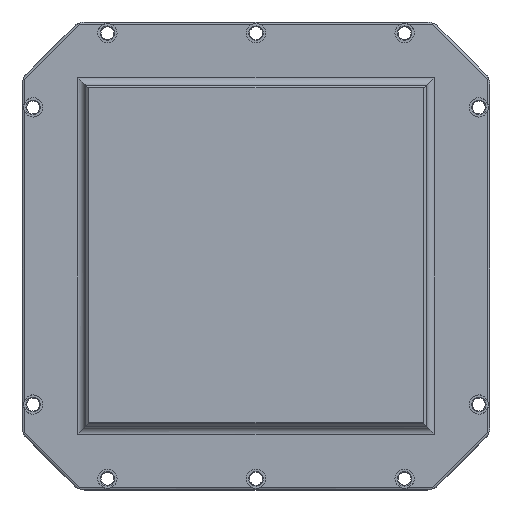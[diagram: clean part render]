
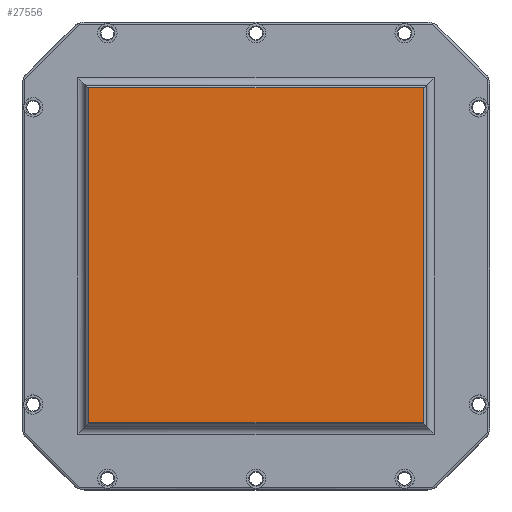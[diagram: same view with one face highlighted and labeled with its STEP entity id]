
A CAD part, top view. The second image highlights one B-rep face of the part: STEP entity #27556.
In plain terms, the highlighted planar face has unit normal (0, 0, 1).
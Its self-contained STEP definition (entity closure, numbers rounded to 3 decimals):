
#10332=VERTEX_POINT('',#30925);
#13042=EDGE_CURVE('',#26320,#10332,#33929,.T.);
#18928=EDGE_CURVE('',#26320,#22280,#40748,.T.);
#22280=VERTEX_POINT('',#44688);
#22708=EDGE_CURVE('',#24256,#10332,#45145,.T.);
#24256=VERTEX_POINT('',#46988);
#25428=EDGE_CURVE('',#22280,#24256,#48320,.T.);
#26320=VERTEX_POINT('',#49326);
#27556=ADVANCED_FACE('',(#50898),#50899,.T.);
#30925=CARTESIAN_POINT('',(-225.0,-225.0,700.0));
#33929=LINE('',#58702,#58703);
#40748=LINE('',#67570,#67571);
#44688=CARTESIAN_POINT('',(225.0,225.0,700.0));
#45145=LINE('',#73305,#73306);
#46988=CARTESIAN_POINT('',(-225.0,225.0,700.0));
#48320=LINE('',#77393,#77394);
#49326=CARTESIAN_POINT('',(225.0,-225.0,700.0));
#50898=FACE_OUTER_BOUND('',#80696,.T.);
#50899=PLANE('',#80697);
#58702=CARTESIAN_POINT('',(315.0,-225.0,700.0));
#58703=VECTOR('',#89282,1.0);
#67570=CARTESIAN_POINT('',(225.0,-45.0,700.0));
#67571=VECTOR('',#97803,1.0);
#73305=CARTESIAN_POINT('',(-225.0,-45.0,700.0));
#73306=VECTOR('',#103210,1.0);
#77393=CARTESIAN_POINT('',(315.0,225.0,700.0));
#77394=VECTOR('',#107244,1.0);
#80696=EDGE_LOOP('',(#110523,#110524,#110525,#110526));
#80697=AXIS2_PLACEMENT_3D('',#110527,#110528,#110529);
#89282=DIRECTION('',(-1.0,0.0,0.0));
#97803=DIRECTION('',(0.0,1.0,0.0));
#103210=DIRECTION('',(0.0,-1.0,0.0));
#107244=DIRECTION('',(-1.0,0.0,0.0));
#110523=ORIENTED_EDGE('',*,*,#22708,.T.);
#110524=ORIENTED_EDGE('',*,*,#13042,.F.);
#110525=ORIENTED_EDGE('',*,*,#18928,.T.);
#110526=ORIENTED_EDGE('',*,*,#25428,.T.);
#110527=CARTESIAN_POINT('',(315.0,225.0,700.0));
#110528=DIRECTION('',(0.0,0.0,1.0));
#110529=DIRECTION('',(1.0,0.0,0.0));
